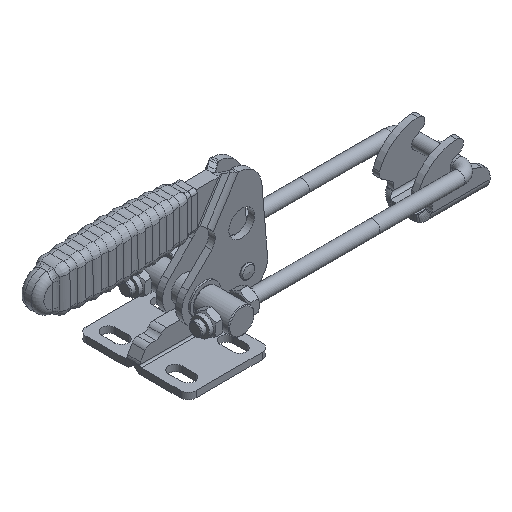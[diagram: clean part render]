
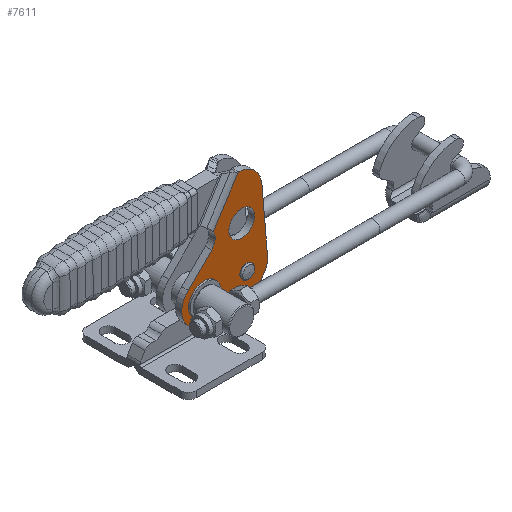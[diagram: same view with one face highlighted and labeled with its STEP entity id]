
A CAD part, isometric view. The second image highlights one B-rep face of the part: STEP entity #7611.
In plain terms, the highlighted planar face has unit normal (0, -1, 0).
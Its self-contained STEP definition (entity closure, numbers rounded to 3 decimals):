
#402=FACE_BOUND('',#1276,.T.);
#403=FACE_BOUND('',#1277,.T.);
#404=FACE_BOUND('',#1278,.T.);
#601=PLANE('',#8304);
#797=FACE_OUTER_BOUND('',#1275,.T.);
#1275=EDGE_LOOP('',(#5615,#5616,#5617,#5618,#5619,#5620,#5621,#5622));
#1276=EDGE_LOOP('',(#5623));
#1277=EDGE_LOOP('',(#5624));
#1278=EDGE_LOOP('',(#5625,#5626));
#1829=LINE('',#13301,#2327);
#1833=LINE('',#13311,#2331);
#1836=LINE('',#13319,#2334);
#1838=LINE('',#13324,#2336);
#2327=VECTOR('',#9593,10.);
#2331=VECTOR('',#9603,10.);
#2334=VECTOR('',#9612,10.);
#2336=VECTOR('',#9620,10.);
#2727=CIRCLE('',#8252,4.);
#2729=CIRCLE('',#8254,4.);
#2738=CIRCLE('',#8284,15.61);
#2746=CIRCLE('',#8294,8.);
#2747=CIRCLE('',#8297,7.5);
#2748=CIRCLE('',#8300,13.33);
#2749=CIRCLE('',#8303,13.33);
#2750=CIRCLE('',#8305,8.);
#3306=VERTEX_POINT('',#12330);
#3307=VERTEX_POINT('',#12331);
#3348=VERTEX_POINT('',#13263);
#3350=VERTEX_POINT('',#13266);
#3362=VERTEX_POINT('',#13294);
#3363=VERTEX_POINT('',#13298);
#3364=VERTEX_POINT('',#13300);
#3366=VERTEX_POINT('',#13306);
#3367=VERTEX_POINT('',#13310);
#3368=VERTEX_POINT('',#13314);
#3369=VERTEX_POINT('',#13318);
#3370=VERTEX_POINT('',#13325);
#4086=EDGE_CURVE('',#3306,#3307,#2727,.T.);
#4088=EDGE_CURVE('',#3307,#3306,#2729,.T.);
#4156=EDGE_CURVE('',#3348,#3350,#2738,.T.);
#4170=EDGE_CURVE('',#3362,#3362,#2746,.T.);
#4173=EDGE_CURVE('',#3363,#3364,#1829,.T.);
#4176=EDGE_CURVE('',#3364,#3366,#2747,.T.);
#4178=EDGE_CURVE('',#3350,#3367,#1833,.T.);
#4180=EDGE_CURVE('',#3367,#3368,#2748,.T.);
#4182=EDGE_CURVE('',#3368,#3369,#1836,.T.);
#4184=EDGE_CURVE('',#3369,#3363,#2749,.T.);
#4185=EDGE_CURVE('',#3366,#3348,#1838,.T.);
#4186=EDGE_CURVE('',#3370,#3370,#2750,.T.);
#5615=ORIENTED_EDGE('',*,*,#4185,.F.);
#5616=ORIENTED_EDGE('',*,*,#4176,.F.);
#5617=ORIENTED_EDGE('',*,*,#4173,.F.);
#5618=ORIENTED_EDGE('',*,*,#4184,.F.);
#5619=ORIENTED_EDGE('',*,*,#4182,.F.);
#5620=ORIENTED_EDGE('',*,*,#4180,.F.);
#5621=ORIENTED_EDGE('',*,*,#4178,.F.);
#5622=ORIENTED_EDGE('',*,*,#4156,.F.);
#5623=ORIENTED_EDGE('',*,*,#4186,.F.);
#5624=ORIENTED_EDGE('',*,*,#4170,.F.);
#5625=ORIENTED_EDGE('',*,*,#4086,.F.);
#5626=ORIENTED_EDGE('',*,*,#4088,.F.);
#7611=ADVANCED_FACE('',(#797,#402,#403,#404),#601,.T.);
#8252=AXIS2_PLACEMENT_3D('',#12332,#9450,#9451);
#8254=AXIS2_PLACEMENT_3D('',#12334,#9454,#9455);
#8284=AXIS2_PLACEMENT_3D('',#13267,#9561,#9562);
#8294=AXIS2_PLACEMENT_3D('',#13295,#9587,#9588);
#8297=AXIS2_PLACEMENT_3D('',#13307,#9598,#9599);
#8300=AXIS2_PLACEMENT_3D('',#13315,#9607,#9608);
#8303=AXIS2_PLACEMENT_3D('',#13322,#9616,#9617);
#8304=AXIS2_PLACEMENT_3D('',#13323,#9618,#9619);
#8305=AXIS2_PLACEMENT_3D('',#13326,#9621,#9622);
#9450=DIRECTION('center_axis',(0.,-1.,0.));
#9451=DIRECTION('ref_axis',(0.997,0.,0.078));
#9454=DIRECTION('center_axis',(0.,-1.,0.));
#9455=DIRECTION('ref_axis',(0.997,0.,0.078));
#9561=DIRECTION('center_axis',(0.,1.,0.));
#9562=DIRECTION('ref_axis',(-0.996,0.,-0.085));
#9587=DIRECTION('center_axis',(0.,-1.,0.));
#9588=DIRECTION('ref_axis',(0.997,0.,0.078));
#9593=DIRECTION('',(0.711,0.,0.703));
#9598=DIRECTION('center_axis',(0.,-1.,0.));
#9599=DIRECTION('ref_axis',(0.703,0.,-0.711));
#9603=DIRECTION('',(0.085,0.,-0.996));
#9607=DIRECTION('center_axis',(0.,1.,0.));
#9608=DIRECTION('ref_axis',(-0.078,0.,0.997));
#9612=DIRECTION('',(-0.997,0.,-0.078));
#9616=DIRECTION('center_axis',(0.,1.,0.));
#9617=DIRECTION('ref_axis',(0.703,0.,-0.711));
#9618=DIRECTION('center_axis',(0.,-1.,0.));
#9619=DIRECTION('ref_axis',(0.997,0.,0.078));
#9620=DIRECTION('',(0.538,0.,0.843));
#9621=DIRECTION('center_axis',(0.,-1.,0.));
#9622=DIRECTION('ref_axis',(0.996,0.,0.085));
#12330=CARTESIAN_POINT('',(3.999,-8.,26.886));
#12331=CARTESIAN_POINT('',(-3.999,-8.,26.674));
#12332=CARTESIAN_POINT('Origin',(0.,-8.,
26.78));
#12334=CARTESIAN_POINT('Origin',(0.,-8.,
26.78));
#13263=CARTESIAN_POINT('',(-4.794,-8.,82.432));
#13266=CARTESIAN_POINT('',(9.859,-8.,68.171));
#13267=CARTESIAN_POINT('Origin',(-5.695,-8.,66.848));
#13294=CARTESIAN_POINT('',(-34.645,-8.,24.078));
#13295=CARTESIAN_POINT('Origin',(-26.669,-8.,24.7));
#13298=CARTESIAN_POINT('',(-36.039,-8.,34.182));
#13300=CARTESIAN_POINT('',(-21.481,-8.,48.567));
#13301=CARTESIAN_POINT('',(-36.039,-8.,34.182));
#13306=CARTESIAN_POINT('',(-20.425,-8.,57.928));
#13307=CARTESIAN_POINT('Origin',(-26.753,-8.,53.902));
#13310=CARTESIAN_POINT('',(13.282,-8.,27.909));
#13311=CARTESIAN_POINT('',(9.859,-8.,68.171));
#13314=CARTESIAN_POINT('',(1.037,-8.,13.49));
#13315=CARTESIAN_POINT('Origin',(0.,-8.,
26.78));
#13318=CARTESIAN_POINT('',(-25.633,-8.,11.41));
#13319=CARTESIAN_POINT('',(1.037,-8.,13.49));
#13322=CARTESIAN_POINT('Origin',(-26.669,-8.,24.7));
#13323=CARTESIAN_POINT('Origin',(-43.809,-8.,58.306));
#13324=CARTESIAN_POINT('',(-23.721,-8.,52.761));
#13325=CARTESIAN_POINT('',(-10.751,-8.,52.9));
#13326=CARTESIAN_POINT('Origin',(-2.78,-8.,53.578));
